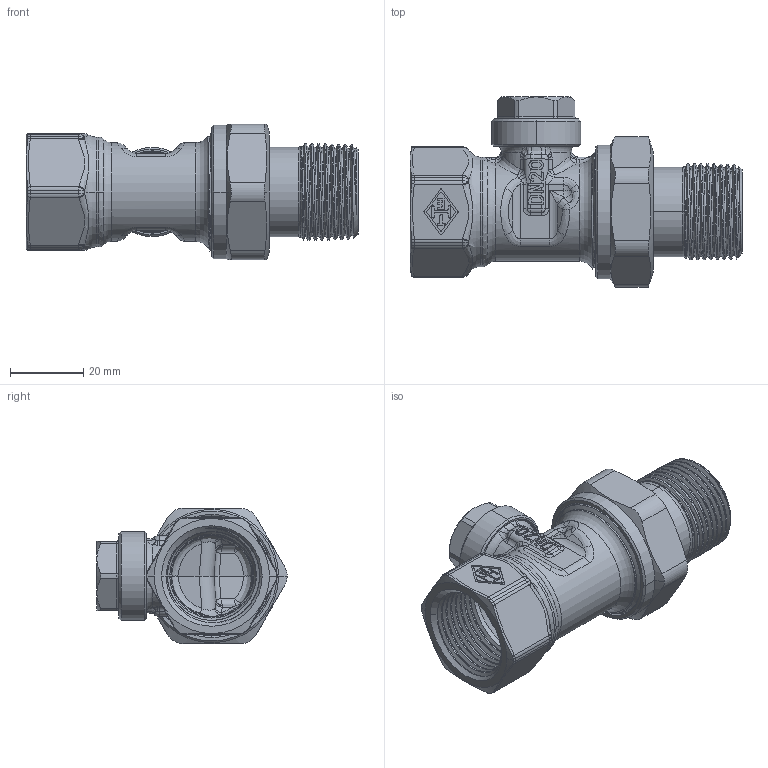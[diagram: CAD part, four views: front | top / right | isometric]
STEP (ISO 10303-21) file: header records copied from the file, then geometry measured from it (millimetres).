
FILE_DESCRIPTION((''),'2;1');
FILE_NAME('0302-03-000-GEWINDE_SW0001','2016-05-30T',('marann'),(''),'PRO/ENGINEER BY PARAMETRIC TECHNOLOGY CORPORATION, 2011490','PRO/ENGINEER BY PARAMETRIC TECHNOLOGY CORPORATION, 2011490','');
FILE_SCHEMA(('CONFIG_CONTROL_DESIGN'));
Products named in the file (1): 0302-03-000-GEWINDE_SW0001
Bounding box: 90.8 x 52.04 x 37 mm (x, y, z)
Volume: 29314.7 mm3; surface area: 26712.8 mm2
Topology: 2 solids, 3 shells, 1052 faces, 2646 edges, 1613 vertices
Faces by surface type: bspline 337, cylinder 320, plane 217, cone 86, torus 54, sphere 38
Entity records: 58231 total; most frequent: CARTESIAN_POINT 35978, ORIENTED_EDGE 5276, DIRECTION 3725, EDGE_CURVE 2638, VERTEX_POINT 1613, AXIS2_PLACEMENT_3D 1450, EDGE_LOOP 1081, B_SPLINE_CURVE_WITH_KNOTS 1079
